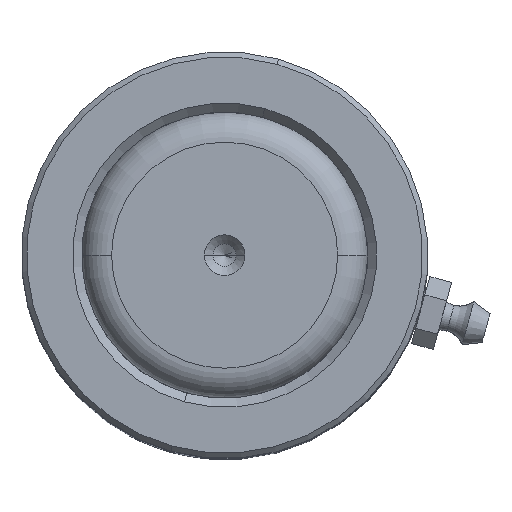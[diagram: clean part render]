
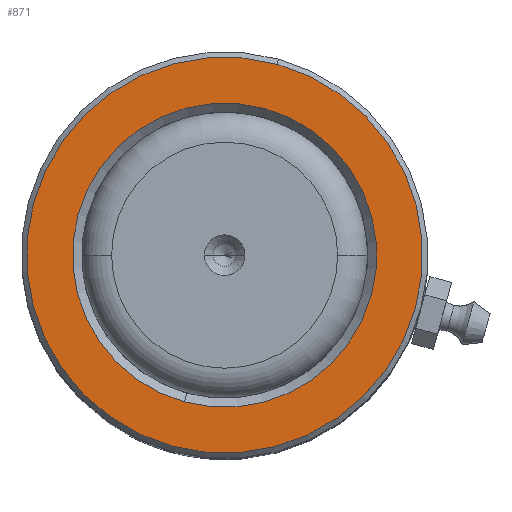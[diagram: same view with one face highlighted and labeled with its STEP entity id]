
A CAD part, top view. The second image highlights one B-rep face of the part: STEP entity #871.
In plain terms, the highlighted planar face has unit normal (0, 0, 1).
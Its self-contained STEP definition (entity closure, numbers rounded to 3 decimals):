
#244 = CIRCLE ( 'NONE', #8832, 20.2 ) ;
#291 = FACE_OUTER_BOUND ( 'NONE', #4238, .T. ) ;
#713 = CIRCLE ( 'NONE', #3089, 20.2 ) ;
#851 = CARTESIAN_POINT ( 'NONE',  ( -26.3, 0., 100. ) ) ;
#871 = ADVANCED_FACE ( 'NONE', ( #291, #1815 ), #4558, .T. ) ;
#1082 = DIRECTION ( 'NONE',  ( 1., 0., 0. ) ) ;
#1204 = VERTEX_POINT ( 'NONE', #5934 ) ;
#1249 = ORIENTED_EDGE ( 'NONE', *, *, #8297, .T. ) ;
#1698 = EDGE_CURVE ( 'NONE', #2408, #3905, #713, .T. ) ;
#1815 = FACE_BOUND ( 'NONE', #7452, .T. ) ;
#1841 = VERTEX_POINT ( 'NONE', #851 ) ;
#2074 = DIRECTION ( 'NONE',  ( 0., 0., -1. ) ) ;
#2102 = ORIENTED_EDGE ( 'NONE', *, *, #4012, .T. ) ;
#2408 = VERTEX_POINT ( 'NONE', #4361 ) ;
#2778 = CARTESIAN_POINT ( 'NONE',  ( -20.2, 0., 100. ) ) ;
#3089 = AXIS2_PLACEMENT_3D ( 'NONE', #4833, #2074, #5601 ) ;
#3447 = CARTESIAN_POINT ( 'NONE',  ( 0., 0., 100. ) ) ;
#3476 = DIRECTION ( 'NONE',  ( 1., 0., 0. ) ) ;
#3521 = CIRCLE ( 'NONE', #7953, 26.3 ) ;
#3757 = CARTESIAN_POINT ( 'NONE',  ( 0., 0., 100. ) ) ;
#3894 = DIRECTION ( 'NONE',  ( 0., 0., -1. ) ) ;
#3905 = VERTEX_POINT ( 'NONE', #2778 ) ;
#4012 = EDGE_CURVE ( 'NONE', #1841, #1204, #3521, .T. ) ;
#4037 = ORIENTED_EDGE ( 'NONE', *, *, #6105, .T. ) ;
#4238 = EDGE_LOOP ( 'NONE', ( #2102, #1249 ) ) ;
#4361 = CARTESIAN_POINT ( 'NONE',  ( 20.2, 0., 100. ) ) ;
#4558 = PLANE ( 'NONE',  #7422 ) ;
#4647 = DIRECTION ( 'NONE',  ( 0., 0., 1. ) ) ;
#4833 = CARTESIAN_POINT ( 'NONE',  ( 0., 0., 100. ) ) ;
#5601 = DIRECTION ( 'NONE',  ( 1., 0., 0. ) ) ;
#5934 = CARTESIAN_POINT ( 'NONE',  ( 26.3, 0., 100. ) ) ;
#6089 = CARTESIAN_POINT ( 'NONE',  ( 0., 0., 100. ) ) ;
#6105 = EDGE_CURVE ( 'NONE', #3905, #2408, #244, .T. ) ;
#6607 = ORIENTED_EDGE ( 'NONE', *, *, #1698, .T. ) ;
#7280 = CARTESIAN_POINT ( 'NONE',  ( 0., 0., 100. ) ) ;
#7350 = DIRECTION ( 'NONE',  ( 1., 0., 0. ) ) ;
#7422 = AXIS2_PLACEMENT_3D ( 'NONE', #3757, #8059, #8150 ) ;
#7452 = EDGE_LOOP ( 'NONE', ( #6607, #4037 ) ) ;
#7953 = AXIS2_PLACEMENT_3D ( 'NONE', #3447, #8306, #3476 ) ;
#8059 = DIRECTION ( 'NONE',  ( 0., 0., 1. ) ) ;
#8150 = DIRECTION ( 'NONE',  ( 1., 0., 0. ) ) ;
#8203 = CIRCLE ( 'NONE', #8581, 26.3 ) ;
#8297 = EDGE_CURVE ( 'NONE', #1204, #1841, #8203, .T. ) ;
#8306 = DIRECTION ( 'NONE',  ( 0., 0., 1. ) ) ;
#8581 = AXIS2_PLACEMENT_3D ( 'NONE', #6089, #4647, #7350 ) ;
#8832 = AXIS2_PLACEMENT_3D ( 'NONE', #7280, #3894, #1082 ) ;
